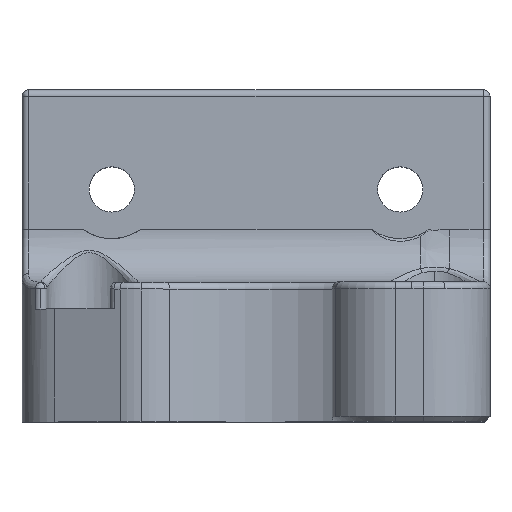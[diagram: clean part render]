
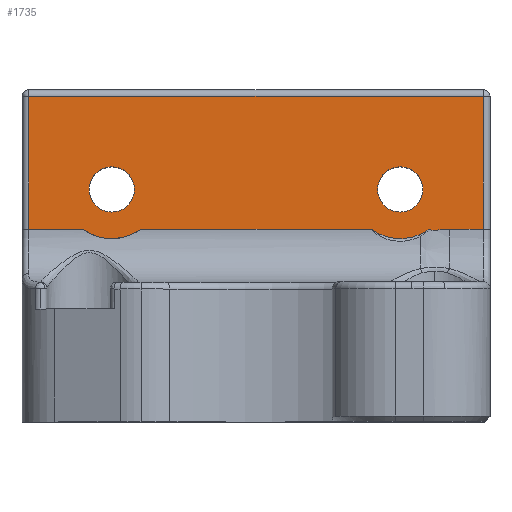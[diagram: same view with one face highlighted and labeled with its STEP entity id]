
A CAD part, top view. The second image highlights one B-rep face of the part: STEP entity #1735.
In plain terms, the highlighted planar face has unit normal (0, 0, 1).
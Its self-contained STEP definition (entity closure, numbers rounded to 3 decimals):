
#7 = LINE ( 'NONE', #2833, #100 ) ;
#27 = EDGE_CURVE ( 'NONE', #203, #175, #242, .T. ) ;
#43 = LINE ( 'NONE', #2367, #940 ) ;
#83 = EDGE_CURVE ( 'NONE', #2743, #2219, #1089, .T. ) ;
#100 = VECTOR ( 'NONE', #545, 1000. ) ;
#107 = CARTESIAN_POINT ( 'NONE',  ( -13.016, 14., -17. ) ) ;
#131 = ORIENTED_EDGE ( 'NONE', *, *, #1287, .F. ) ;
#133 = CARTESIAN_POINT ( 'NONE',  ( 8.684, 14., -17. ) ) ;
#175 = VERTEX_POINT ( 'NONE', #3146 ) ;
#178 = EDGE_CURVE ( 'NONE', #1478, #1844, #373, .T. ) ;
#203 = VERTEX_POINT ( 'NONE', #107 ) ;
#234 = VERTEX_POINT ( 'NONE', #2430 ) ;
#242 = LINE ( 'NONE', #968, #2034 ) ;
#263 = CIRCLE ( 'NONE', #1266, 3.7 ) ;
#324 = EDGE_CURVE ( 'NONE', #2462, #1635, #3269, .T. ) ;
#336 = DIRECTION ( 'NONE',  ( 1., 0., 0. ) ) ;
#373 = CIRCLE ( 'NONE', #2842, 1.7 ) ;
#405 = DIRECTION ( 'NONE',  ( 0., -1., 0. ) ) ;
#436 = CARTESIAN_POINT ( 'NONE',  ( 13.892, 13.96, -17. ) ) ;
#481 = DIRECTION ( 'NONE',  ( 0., 0., 1. ) ) ;
#526 = AXIS2_PLACEMENT_3D ( 'NONE', #1435, #1397, #693 ) ;
#545 = DIRECTION ( 'NONE',  ( -1., 0., 0. ) ) ;
#581 = VECTOR ( 'NONE', #679, 1000. ) ;
#599 = CARTESIAN_POINT ( 'NONE',  ( 17.1, 14., -17. ) ) ;
#679 = DIRECTION ( 'NONE',  ( 1., 0., 0. ) ) ;
#693 = DIRECTION ( 'NONE',  ( -1., 0., 0. ) ) ;
#694 = CARTESIAN_POINT ( 'NONE',  ( -10.85, 17., -17. ) ) ;
#753 = EDGE_CURVE ( 'NONE', #234, #2056, #1152, .T. ) ;
#757 = AXIS2_PLACEMENT_3D ( 'NONE', #2497, #2269, #1948 ) ;
#803 = ORIENTED_EDGE ( 'NONE', *, *, #1434, .F. ) ;
#813 = FACE_BOUND ( 'NONE', #2825, .T. ) ;
#940 = VECTOR ( 'NONE', #2067, 1000. ) ;
#964 = CARTESIAN_POINT ( 'NONE',  ( 17.6, 24., -17. ) ) ;
#968 = CARTESIAN_POINT ( 'NONE',  ( -17.6, 14., -17. ) ) ;
#981 = CARTESIAN_POINT ( 'NONE',  ( -9.15, 17., -17. ) ) ;
#1016 = DIRECTION ( 'NONE',  ( 0., 1., 0. ) ) ;
#1054 = ORIENTED_EDGE ( 'NONE', *, *, #1140, .F. ) ;
#1068 = CARTESIAN_POINT ( 'NONE',  ( 10.85, 17., -17. ) ) ;
#1089 = B_SPLINE_CURVE_WITH_KNOTS ( 'NONE', 3,
 ( #3260, #1460, #3080, #3278, #436, #1444, #3015, #2268, #1700, #1718 ),
 .UNSPECIFIED., .F., .F.,
 ( 4, 2, 2, 2, 4 ),
 ( 0., 0., 0.001, 0.001, 0.002 ),
 .UNSPECIFIED. ) ;
#1107 = VECTOR ( 'NONE', #405, 1000. ) ;
#1115 = VECTOR ( 'NONE', #1016, 1000. ) ;
#1140 = EDGE_CURVE ( 'NONE', #1793, #1499, #3231, .T. ) ;
#1152 = CIRCLE ( 'NONE', #3201, 1.7 ) ;
#1235 = ORIENTED_EDGE ( 'NONE', *, *, #753, .T. ) ;
#1266 = AXIS2_PLACEMENT_3D ( 'NONE', #1068, #2632, #336 ) ;
#1287 = EDGE_CURVE ( 'NONE', #2462, #3300, #43, .T. ) ;
#1296 = CIRCLE ( 'NONE', #757, 1.7 ) ;
#1317 = ORIENTED_EDGE ( 'NONE', *, *, #2175, .T. ) ;
#1332 = DIRECTION ( 'NONE',  ( 1., 0., 0. ) ) ;
#1354 = FACE_OUTER_BOUND ( 'NONE', #3213, .T. ) ;
#1397 = DIRECTION ( 'NONE',  ( 0., 0., -1. ) ) ;
#1398 = CARTESIAN_POINT ( 'NONE',  ( -17.1, 24., -17. ) ) ;
#1413 = AXIS2_PLACEMENT_3D ( 'NONE', #2866, #2153, #3172 ) ;
#1434 = EDGE_CURVE ( 'NONE', #1499, #2743, #7, .T. ) ;
#1435 = CARTESIAN_POINT ( 'NONE',  ( -10.85, 17., -17. ) ) ;
#1444 = CARTESIAN_POINT ( 'NONE',  ( 13.627, 13.937, -17. ) ) ;
#1460 = CARTESIAN_POINT ( 'NONE',  ( 14.421, 14., -17. ) ) ;
#1468 = DIRECTION ( 'NONE',  ( 0., 0., -1. ) ) ;
#1478 = VERTEX_POINT ( 'NONE', #2607 ) ;
#1499 = VERTEX_POINT ( 'NONE', #599 ) ;
#1536 = CIRCLE ( 'NONE', #526, 1.7 ) ;
#1544 = CARTESIAN_POINT ( 'NONE',  ( 14.553, 14., -17. ) ) ;
#1622 = FACE_BOUND ( 'NONE', #2403, .T. ) ;
#1635 = VERTEX_POINT ( 'NONE', #2250 ) ;
#1639 = CARTESIAN_POINT ( 'NONE',  ( 12.55, 17., -17. ) ) ;
#1645 = AXIS2_PLACEMENT_3D ( 'NONE', #2788, #481, #2009 ) ;
#1659 = ORIENTED_EDGE ( 'NONE', *, *, #324, .T. ) ;
#1700 = CARTESIAN_POINT ( 'NONE',  ( 13.099, 13.953, -17. ) ) ;
#1718 = CARTESIAN_POINT ( 'NONE',  ( 12.967, 13.965, -17. ) ) ;
#1732 = ORIENTED_EDGE ( 'NONE', *, *, #2398, .F. ) ;
#1735 = ADVANCED_FACE ( 'NONE', ( #1354, #1622, #813 ), #1834, .F. ) ;
#1793 = VERTEX_POINT ( 'NONE', #2691 ) ;
#1830 = CARTESIAN_POINT ( 'NONE',  ( -8.684, 14., -17. ) ) ;
#1834 = PLANE ( 'NONE',  #1413 ) ;
#1844 = VERTEX_POINT ( 'NONE', #1639 ) ;
#1878 = ORIENTED_EDGE ( 'NONE', *, *, #83, .F. ) ;
#1916 = CIRCLE ( 'NONE', #3211, 3.7 ) ;
#1928 = LINE ( 'NONE', #964, #581 ) ;
#1948 = DIRECTION ( 'NONE',  ( 1., 0., 0. ) ) ;
#1953 = DIRECTION ( 'NONE',  ( -1., 0., 0. ) ) ;
#1955 = DIRECTION ( 'NONE',  ( 1., 0., 0. ) ) ;
#2009 = DIRECTION ( 'NONE',  ( 1., 0., 0. ) ) ;
#2034 = VECTOR ( 'NONE', #2773, 1000. ) ;
#2056 = VERTEX_POINT ( 'NONE', #981 ) ;
#2067 = DIRECTION ( 'NONE',  ( -1., 0., 0. ) ) ;
#2131 = EDGE_CURVE ( 'NONE', #1635, #2219, #263, .T. ) ;
#2153 = DIRECTION ( 'NONE',  ( 0., 0., -1. ) ) ;
#2175 = EDGE_CURVE ( 'NONE', #203, #3300, #1916, .T. ) ;
#2189 = VERTEX_POINT ( 'NONE', #1398 ) ;
#2207 = ORIENTED_EDGE ( 'NONE', *, *, #2131, .T. ) ;
#2219 = VERTEX_POINT ( 'NONE', #2441 ) ;
#2250 = CARTESIAN_POINT ( 'NONE',  ( 12.279, 13.587, -17. ) ) ;
#2268 = CARTESIAN_POINT ( 'NONE',  ( 13.231, 13.938, -17. ) ) ;
#2269 = DIRECTION ( 'NONE',  ( 0., 0., -1. ) ) ;
#2275 = ORIENTED_EDGE ( 'NONE', *, *, #2707, .F. ) ;
#2307 = ORIENTED_EDGE ( 'NONE', *, *, #178, .T. ) ;
#2349 = DIRECTION ( 'NONE',  ( 0., 0., -1. ) ) ;
#2367 = CARTESIAN_POINT ( 'NONE',  ( -17.6, 14., -17. ) ) ;
#2398 = EDGE_CURVE ( 'NONE', #2189, #1793, #1928, .T. ) ;
#2403 = EDGE_LOOP ( 'NONE', ( #2307, #2549 ) ) ;
#2430 = CARTESIAN_POINT ( 'NONE',  ( -12.55, 17., -17. ) ) ;
#2441 = CARTESIAN_POINT ( 'NONE',  ( 12.967, 13.965, -17. ) ) ;
#2454 = CARTESIAN_POINT ( 'NONE',  ( -10.85, 17., -17. ) ) ;
#2462 = VERTEX_POINT ( 'NONE', #133 ) ;
#2497 = CARTESIAN_POINT ( 'NONE',  ( 10.85, 17., -17. ) ) ;
#2514 = CARTESIAN_POINT ( 'NONE',  ( -17.1, 24.5, -17. ) ) ;
#2549 = ORIENTED_EDGE ( 'NONE', *, *, #3058, .T. ) ;
#2607 = CARTESIAN_POINT ( 'NONE',  ( 9.15, 17., -17. ) ) ;
#2632 = DIRECTION ( 'NONE',  ( 0., 0., 1. ) ) ;
#2652 = ORIENTED_EDGE ( 'NONE', *, *, #27, .F. ) ;
#2685 = ORIENTED_EDGE ( 'NONE', *, *, #2900, .T. ) ;
#2691 = CARTESIAN_POINT ( 'NONE',  ( 17.1, 24., -17. ) ) ;
#2706 = CARTESIAN_POINT ( 'NONE',  ( 17.1, 24.5, -17. ) ) ;
#2707 = EDGE_CURVE ( 'NONE', #175, #2189, #2803, .T. ) ;
#2743 = VERTEX_POINT ( 'NONE', #1544 ) ;
#2773 = DIRECTION ( 'NONE',  ( -1., 0., 0. ) ) ;
#2788 = CARTESIAN_POINT ( 'NONE',  ( 10.85, 17., -17. ) ) ;
#2803 = LINE ( 'NONE', #2514, #1115 ) ;
#2825 = EDGE_LOOP ( 'NONE', ( #1235, #2685 ) ) ;
#2833 = CARTESIAN_POINT ( 'NONE',  ( -17.6, 14., -17. ) ) ;
#2842 = AXIS2_PLACEMENT_3D ( 'NONE', #2873, #2349, #1332 ) ;
#2866 = CARTESIAN_POINT ( 'NONE',  ( -17.6, 24.5, -17. ) ) ;
#2873 = CARTESIAN_POINT ( 'NONE',  ( 10.85, 17., -17. ) ) ;
#2900 = EDGE_CURVE ( 'NONE', #2056, #234, #1536, .T. ) ;
#3015 = CARTESIAN_POINT ( 'NONE',  ( 13.495, 13.929, -17. ) ) ;
#3058 = EDGE_CURVE ( 'NONE', #1844, #1478, #1296, .T. ) ;
#3080 = CARTESIAN_POINT ( 'NONE',  ( 14.288, 13.994, -17. ) ) ;
#3146 = CARTESIAN_POINT ( 'NONE',  ( -17.1, 14., -17. ) ) ;
#3172 = DIRECTION ( 'NONE',  ( 1., 0., 0. ) ) ;
#3201 = AXIS2_PLACEMENT_3D ( 'NONE', #2454, #1468, #1953 ) ;
#3205 = DIRECTION ( 'NONE',  ( 0., 0., 1. ) ) ;
#3211 = AXIS2_PLACEMENT_3D ( 'NONE', #694, #3205, #1955 ) ;
#3213 = EDGE_LOOP ( 'NONE', ( #1732, #2275, #2652, #1317, #131, #1659, #2207, #1878, #803, #1054 ) ) ;
#3231 = LINE ( 'NONE', #2706, #1107 ) ;
#3260 = CARTESIAN_POINT ( 'NONE',  ( 14.553, 14., -17. ) ) ;
#3269 = CIRCLE ( 'NONE', #1645, 3.7 ) ;
#3278 = CARTESIAN_POINT ( 'NONE',  ( 14.024, 13.975, -17. ) ) ;
#3300 = VERTEX_POINT ( 'NONE', #1830 ) ;
